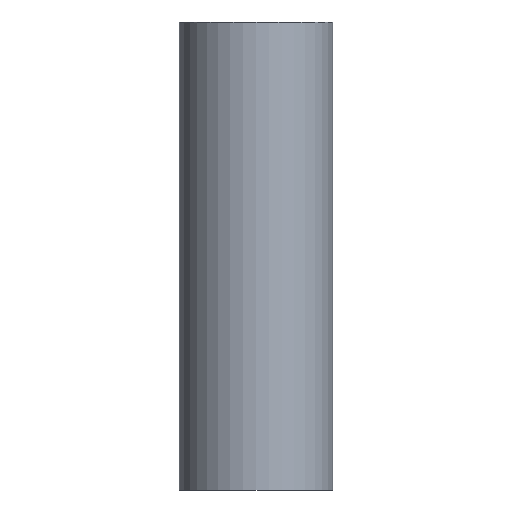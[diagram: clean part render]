
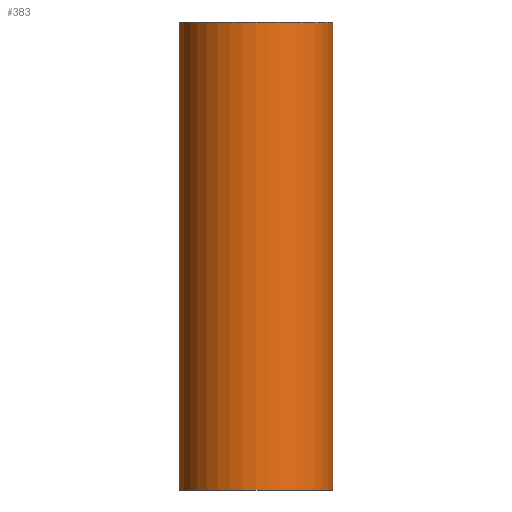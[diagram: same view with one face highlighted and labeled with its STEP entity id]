
A CAD part, front view. The second image highlights one B-rep face of the part: STEP entity #383.
In plain terms, the highlighted cylindrical face has radius 10 mm (diameter 20 mm), a partial arc.
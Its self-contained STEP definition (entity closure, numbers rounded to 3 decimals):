
#10 = CARTESIAN_POINT ( 'NONE',  ( -10., 0., 61. ) ) ;
#20 = AXIS2_PLACEMENT_3D ( 'NONE', #159, #166, #133 ) ;
#32 = CARTESIAN_POINT ( 'NONE',  ( -10., 0., 61. ) ) ;
#46 = CARTESIAN_POINT ( 'NONE',  ( 10., 0., 61. ) ) ;
#52 = CARTESIAN_POINT ( 'NONE',  ( 0., 0., 61. ) ) ;
#56 = VERTEX_POINT ( 'NONE', #232 ) ;
#92 = ORIENTED_EDGE ( 'NONE', *, *, #271, .F. ) ;
#115 = CARTESIAN_POINT ( 'NONE',  ( 10., 0., 61. ) ) ;
#131 = CIRCLE ( 'NONE', #440, 10. ) ;
#133 = DIRECTION ( 'NONE',  ( -1., 0., 0. ) ) ;
#137 = EDGE_CURVE ( 'NONE', #56, #179, #131, .T. ) ;
#144 = DIRECTION ( 'NONE',  ( 1., 0., 0. ) ) ;
#154 = DIRECTION ( 'NONE',  ( 1., 0., 0. ) ) ;
#158 = EDGE_LOOP ( 'NONE', ( #92, #355, #366, #182 ) ) ;
#159 = CARTESIAN_POINT ( 'NONE',  ( 0., 0., 61. ) ) ;
#166 = DIRECTION ( 'NONE',  ( 0., 0., -1. ) ) ;
#179 = VERTEX_POINT ( 'NONE', #413 ) ;
#181 = LINE ( 'NONE', #10, #375 ) ;
#182 = ORIENTED_EDGE ( 'NONE', *, *, #137, .T. ) ;
#211 = AXIS2_PLACEMENT_3D ( 'NONE', #52, #321, #154 ) ;
#232 = CARTESIAN_POINT ( 'NONE',  ( -10., 0., 0. ) ) ;
#252 = LINE ( 'NONE', #46, #341 ) ;
#266 = CYLINDRICAL_SURFACE ( 'NONE', #20, 10. ) ;
#269 = DIRECTION ( 'NONE',  ( 0., 0., 1. ) ) ;
#270 = EDGE_CURVE ( 'NONE', #418, #56, #181, .T. ) ;
#271 = EDGE_CURVE ( 'NONE', #289, #179, #252, .T. ) ;
#289 = VERTEX_POINT ( 'NONE', #115 ) ;
#290 = EDGE_CURVE ( 'NONE', #418, #289, #294, .T. ) ;
#294 = CIRCLE ( 'NONE', #211, 10. ) ;
#321 = DIRECTION ( 'NONE',  ( 0., 0., 1. ) ) ;
#341 = VECTOR ( 'NONE', #354, 1000. ) ;
#349 = DIRECTION ( 'NONE',  ( 0., 0., -1. ) ) ;
#354 = DIRECTION ( 'NONE',  ( 0., 0., -1. ) ) ;
#355 = ORIENTED_EDGE ( 'NONE', *, *, #290, .F. ) ;
#366 = ORIENTED_EDGE ( 'NONE', *, *, #270, .T. ) ;
#367 = FACE_OUTER_BOUND ( 'NONE', #158, .T. ) ;
#375 = VECTOR ( 'NONE', #349, 1000. ) ;
#383 = ADVANCED_FACE ( 'NONE', ( #367 ), #266, .T. ) ;
#411 = CARTESIAN_POINT ( 'NONE',  ( 0., 0., 0. ) ) ;
#413 = CARTESIAN_POINT ( 'NONE',  ( 10., 0., 0. ) ) ;
#418 = VERTEX_POINT ( 'NONE', #32 ) ;
#440 = AXIS2_PLACEMENT_3D ( 'NONE', #411, #269, #144 ) ;
